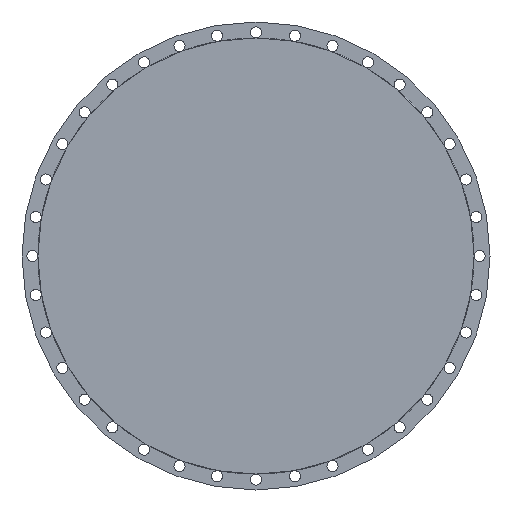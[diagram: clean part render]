
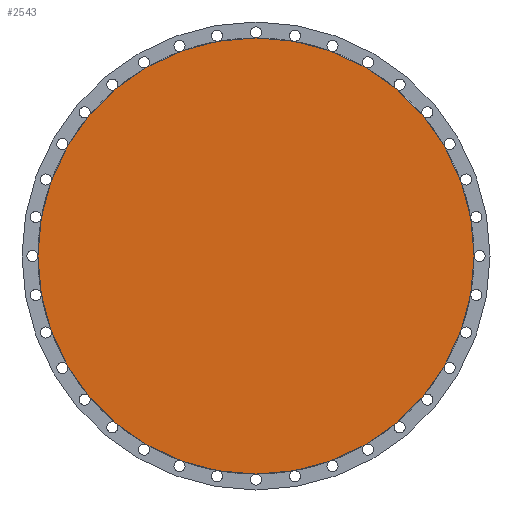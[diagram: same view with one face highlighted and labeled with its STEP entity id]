
A CAD part, left-side view. The second image highlights one B-rep face of the part: STEP entity #2543.
In plain terms, the highlighted planar face has unit normal (-1, 0, 0).
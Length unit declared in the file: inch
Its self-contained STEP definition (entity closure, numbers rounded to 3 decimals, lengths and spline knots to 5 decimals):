
#46 = PLANE ( 'NONE',  #3414 ) ;
#233 = AXIS2_PLACEMENT_3D ( 'NONE', #294, #1354, #2426 ) ;
#294 = CARTESIAN_POINT ( 'NONE',  ( 0., 0., 0. ) ) ;
#617 = CARTESIAN_POINT ( 'NONE',  ( 0., 0., -19.6875 ) ) ;
#647 = DIRECTION ( 'NONE',  ( -1., 0., 0. ) ) ;
#770 = ORIENTED_EDGE ( 'NONE', *, *, #846, .T. ) ;
#843 = CARTESIAN_POINT ( 'NONE',  ( 0., 0., 0. ) ) ;
#846 = EDGE_CURVE ( 'NONE', #2065, #1682, #1467, .T. ) ;
#863 = ORIENTED_EDGE ( 'NONE', *, *, #1145, .T. ) ;
#869 = FACE_OUTER_BOUND ( 'NONE', #2288, .T. ) ;
#902 = CIRCLE ( 'NONE', #233, 19.6875 ) ;
#1100 = DIRECTION ( 'NONE',  ( 0., 0., 1. ) ) ;
#1145 = EDGE_CURVE ( 'NONE', #1682, #2065, #902, .T. ) ;
#1354 = DIRECTION ( 'NONE',  ( -1., 0., 0. ) ) ;
#1467 = CIRCLE ( 'NONE', #2120, 19.6875 ) ;
#1506 = CARTESIAN_POINT ( 'NONE',  ( 0., 0., 19.6875 ) ) ;
#1682 = VERTEX_POINT ( 'NONE', #1506 ) ;
#1934 = DIRECTION ( 'NONE',  ( -1., 0., 0. ) ) ;
#1952 = DIRECTION ( 'NONE',  ( 0., 0., 1. ) ) ;
#2065 = VERTEX_POINT ( 'NONE', #617 ) ;
#2120 = AXIS2_PLACEMENT_3D ( 'NONE', #2242, #647, #1952 ) ;
#2242 = CARTESIAN_POINT ( 'NONE',  ( 0., 0., 0. ) ) ;
#2288 = EDGE_LOOP ( 'NONE', ( #863, #770 ) ) ;
#2426 = DIRECTION ( 'NONE',  ( 0., 0., 1. ) ) ;
#2543 = ADVANCED_FACE ( 'NONE', ( #869 ), #46, .T. ) ;
#3414 = AXIS2_PLACEMENT_3D ( 'NONE', #843, #1934, #1100 ) ;
